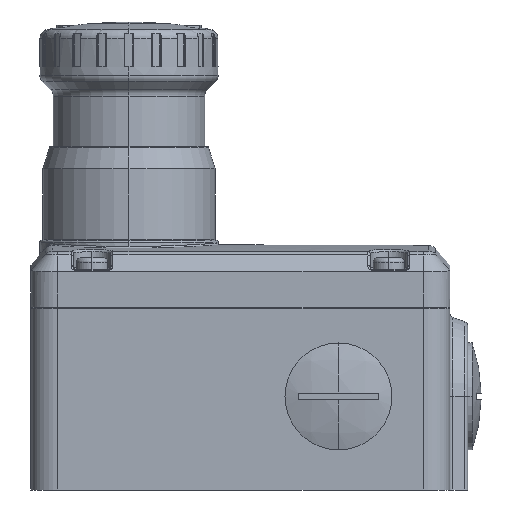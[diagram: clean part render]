
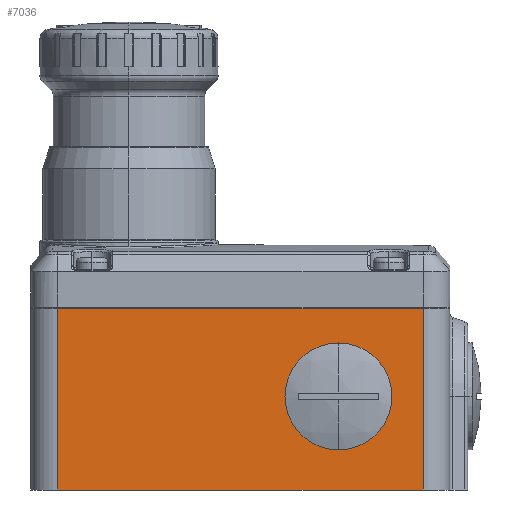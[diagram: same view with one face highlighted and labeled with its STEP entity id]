
A CAD part, left-side view. The second image highlights one B-rep face of the part: STEP entity #7036.
In plain terms, the highlighted planar face has unit normal (-1, 0, 0).
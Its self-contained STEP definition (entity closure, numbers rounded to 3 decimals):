
#148 = VECTOR ( 'NONE', #21278, 1000. ) ;
#311 = DIRECTION ( 'NONE',  ( 0., 0., -1. ) ) ;
#1619 = AXIS2_PLACEMENT_3D ( 'NONE', #10374, #12393, #311 ) ;
#3157 = CARTESIAN_POINT ( 'NONE',  ( -33., 41., 20.3 ) ) ;
#3302 = VECTOR ( 'NONE', #26076, 1000. ) ;
#4791 = EDGE_CURVE ( 'NONE', #19484, #23614, #13910, .T. ) ;
#5417 = VERTEX_POINT ( 'NONE', #13586 ) ;
#5544 = LINE ( 'NONE', #3157, #148 ) ;
#5545 = CARTESIAN_POINT ( 'NONE',  ( -33., 41., -20.5 ) ) ;
#5875 = ORIENTED_EDGE ( 'NONE', *, *, #8917, .T. ) ;
#6643 = ORIENTED_EDGE ( 'NONE', *, *, #4791, .T. ) ;
#6868 = CARTESIAN_POINT ( 'NONE',  ( -33., 41., 20.5 ) ) ;
#7036 = ADVANCED_FACE ( 'NONE', ( #18806 ), #22418, .F. ) ;
#7352 = CARTESIAN_POINT ( 'NONE',  ( -33., -41., 20.5 ) ) ;
#7372 = CARTESIAN_POINT ( 'NONE',  ( -33., 41., 20.3 ) ) ;
#8556 = VECTOR ( 'NONE', #20954, 1000. ) ;
#8632 = LINE ( 'NONE', #14015, #3302 ) ;
#8917 = EDGE_CURVE ( 'NONE', #5417, #15351, #13802, .T. ) ;
#10374 = CARTESIAN_POINT ( 'NONE',  ( -33., -47., 20.5 ) ) ;
#12017 = EDGE_CURVE ( 'NONE', #23614, #5417, #8632, .T. ) ;
#12393 = DIRECTION ( 'NONE',  ( 1., 0., 0. ) ) ;
#12639 = CARTESIAN_POINT ( 'NONE',  ( -33., -41., 20.3 ) ) ;
#13399 = DIRECTION ( 'NONE',  ( 0., 0., 1. ) ) ;
#13586 = CARTESIAN_POINT ( 'NONE',  ( -33., -41., -20.5 ) ) ;
#13802 = LINE ( 'NONE', #7352, #23883 ) ;
#13910 = LINE ( 'NONE', #6868, #8556 ) ;
#14015 = CARTESIAN_POINT ( 'NONE',  ( -33., -47., -20.5 ) ) ;
#15351 = VERTEX_POINT ( 'NONE', #12639 ) ;
#16649 = ORIENTED_EDGE ( 'NONE', *, *, #12017, .T. ) ;
#17685 = ORIENTED_EDGE ( 'NONE', *, *, #20787, .T. ) ;
#18806 = FACE_OUTER_BOUND ( 'NONE', #20894, .T. ) ;
#19484 = VERTEX_POINT ( 'NONE', #7372 ) ;
#20787 = EDGE_CURVE ( 'NONE', #15351, #19484, #5544, .T. ) ;
#20894 = EDGE_LOOP ( 'NONE', ( #5875, #17685, #6643, #16649 ) ) ;
#20954 = DIRECTION ( 'NONE',  ( 0., 0., -1. ) ) ;
#21278 = DIRECTION ( 'NONE',  ( 0., 1., 0. ) ) ;
#22418 = PLANE ( 'NONE',  #1619 ) ;
#23614 = VERTEX_POINT ( 'NONE', #5545 ) ;
#23883 = VECTOR ( 'NONE', #13399, 1000. ) ;
#26076 = DIRECTION ( 'NONE',  ( 0., -1., 0. ) ) ;
